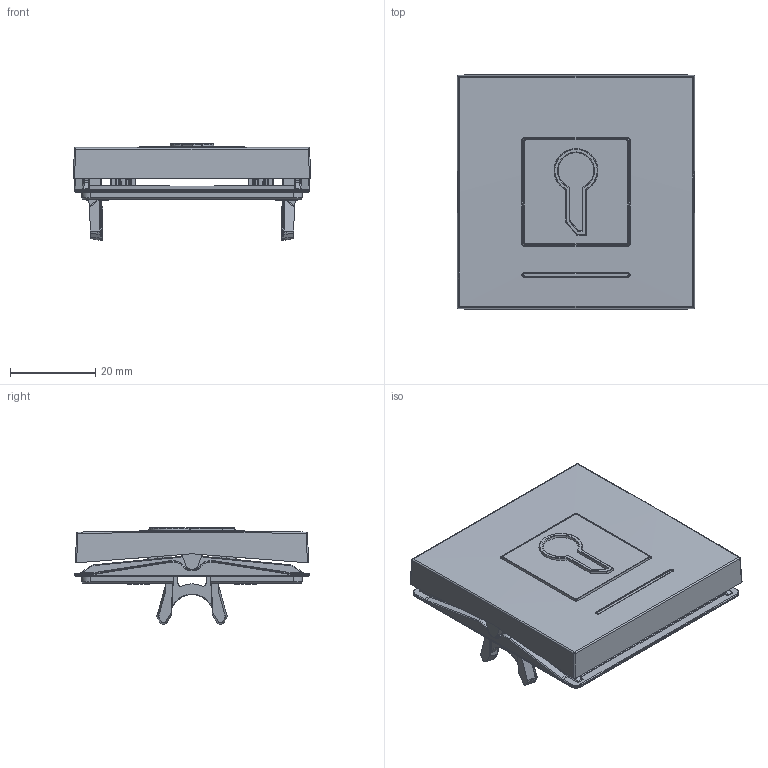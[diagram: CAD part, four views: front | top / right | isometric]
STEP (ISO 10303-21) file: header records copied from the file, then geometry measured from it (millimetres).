
FILE_DESCRIPTION((''),'2;1');
FILE_NAME('WAW1093WG_ASM','2025-03-12T16:19:44',('colosir'),(''),'CREO PARAMETRIC BY PTC INC, 2023154','CREO PARAMETRIC BY PTC INC, 2023154','');
FILE_SCHEMA(('AUTOMOTIVE_DESIGN { 1 0 10303 214 1 1 1 1 }'));
Products named in the file (6): W4G0197_18; W1D1222_00; W1A2306_99; W1A2384_81; W3A0384_80; WAW1093WG_ASM
Assembly tree (5 placements, depth 2):
  WAW1093WG_ASM
    W4G0197_18
    W1D1222_00
    W1A2306_99
    W1A2384_81
    W3A0384_80
Bounding box: 55.6 x 54.8 x 22.61 mm (x, y, z)
Volume: 13479.1 mm3; surface area: 16668.1 mm2
Topology: 4 solids, 4 shells, 3863 faces, 10170 edges, 6425 vertices
Faces by surface type: plane 2125, cylinder 765, bspline 472, extrusion 174, torus 121, cone 116, sphere 90
Entity records: 145592 total; most frequent: CARTESIAN_POINT 54064, ORIENTED_EDGE 20292, DIRECTION 16784, EDGE_CURVE 10146, VECTOR 7040, LINE 6866, VERTEX_POINT 6425, AXIS2_PLACEMENT_3D 4872
